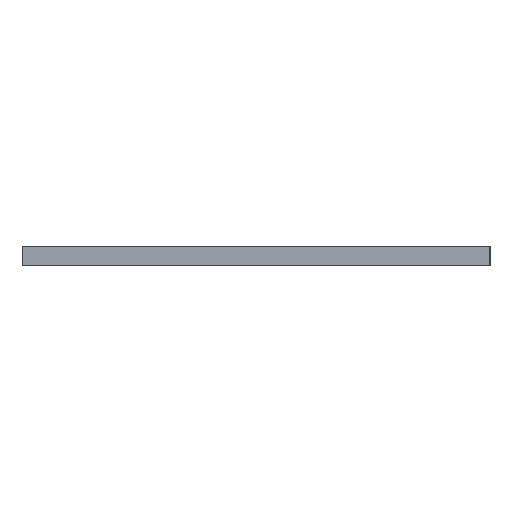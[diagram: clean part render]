
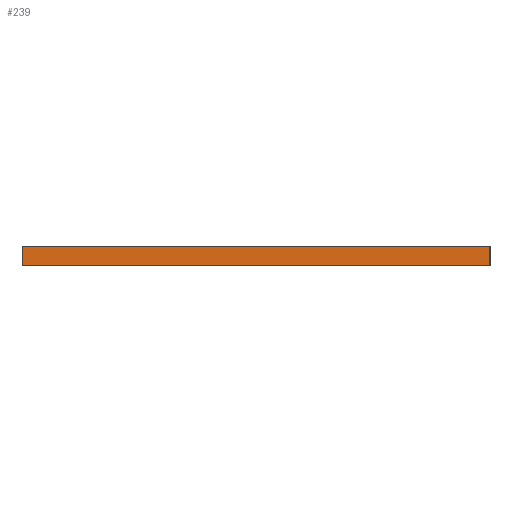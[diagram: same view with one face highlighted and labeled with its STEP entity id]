
A CAD part, left-side view. The second image highlights one B-rep face of the part: STEP entity #239.
In plain terms, the highlighted planar face has unit normal (-1, 0, 0).
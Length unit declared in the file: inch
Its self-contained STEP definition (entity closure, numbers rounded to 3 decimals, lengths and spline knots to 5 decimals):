
#13 = ORIENTED_EDGE ( 'NONE', *, *, #1050, .T. ) ;
#80 = CARTESIAN_POINT ( 'NONE',  ( -6.63576, -5.2351, 0.5 ) ) ;
#97 = DIRECTION ( 'NONE',  ( 1., 0., 0. ) ) ;
#103 = EDGE_CURVE ( 'NONE', #1033, #792, #879, .T. ) ;
#117 = FACE_OUTER_BOUND ( 'NONE', #433, .T. ) ;
#173 = DIRECTION ( 'NONE',  ( 0., 0., -1. ) ) ;
#239 = ADVANCED_FACE ( 'NONE', ( #117 ), #361, .F. ) ;
#257 = CARTESIAN_POINT ( 'NONE',  ( -6.63576, 6.7649, 0.5 ) ) ;
#278 = LINE ( 'NONE', #417, #1043 ) ;
#286 = CARTESIAN_POINT ( 'NONE',  ( -6.63576, -5.2351, 0. ) ) ;
#327 = EDGE_CURVE ( 'NONE', #754, #1033, #278, .T. ) ;
#335 = VECTOR ( 'NONE', #990, 39.37008 ) ;
#361 = PLANE ( 'NONE',  #695 ) ;
#362 = CARTESIAN_POINT ( 'NONE',  ( -6.63576, -5.2351, 0. ) ) ;
#400 = VECTOR ( 'NONE', #874, 39.37008 ) ;
#417 = CARTESIAN_POINT ( 'NONE',  ( -6.63576, -5.2351, 0.5 ) ) ;
#433 = EDGE_LOOP ( 'NONE', ( #13, #772, #748, #786 ) ) ;
#518 = CARTESIAN_POINT ( 'NONE',  ( -6.63576, 6.7649, 0. ) ) ;
#578 = DIRECTION ( 'NONE',  ( 0., 0., -1. ) ) ;
#631 = EDGE_CURVE ( 'NONE', #754, #1038, #982, .T. ) ;
#682 = CARTESIAN_POINT ( 'NONE',  ( -6.63576, -5.2351, 0.5 ) ) ;
#695 = AXIS2_PLACEMENT_3D ( 'NONE', #741, #97, #173 ) ;
#741 = CARTESIAN_POINT ( 'NONE',  ( -6.63576, -5.2351, 0.5 ) ) ;
#746 = DIRECTION ( 'NONE',  ( 0., -1., 0. ) ) ;
#748 = ORIENTED_EDGE ( 'NONE', *, *, #327, .F. ) ;
#754 = VERTEX_POINT ( 'NONE', #1010 ) ;
#759 = LINE ( 'NONE', #362, #335 ) ;
#772 = ORIENTED_EDGE ( 'NONE', *, *, #103, .F. ) ;
#786 = ORIENTED_EDGE ( 'NONE', *, *, #631, .T. ) ;
#792 = VERTEX_POINT ( 'NONE', #286 ) ;
#805 = VECTOR ( 'NONE', #578, 39.37008 ) ;
#874 = DIRECTION ( 'NONE',  ( 0., 0., -1. ) ) ;
#879 = LINE ( 'NONE', #80, #400 ) ;
#982 = LINE ( 'NONE', #257, #805 ) ;
#990 = DIRECTION ( 'NONE',  ( 0., -1., 0. ) ) ;
#1010 = CARTESIAN_POINT ( 'NONE',  ( -6.63576, 6.7649, 0.5 ) ) ;
#1033 = VERTEX_POINT ( 'NONE', #682 ) ;
#1038 = VERTEX_POINT ( 'NONE', #518 ) ;
#1043 = VECTOR ( 'NONE', #746, 39.37008 ) ;
#1050 = EDGE_CURVE ( 'NONE', #1038, #792, #759, .T. ) ;
